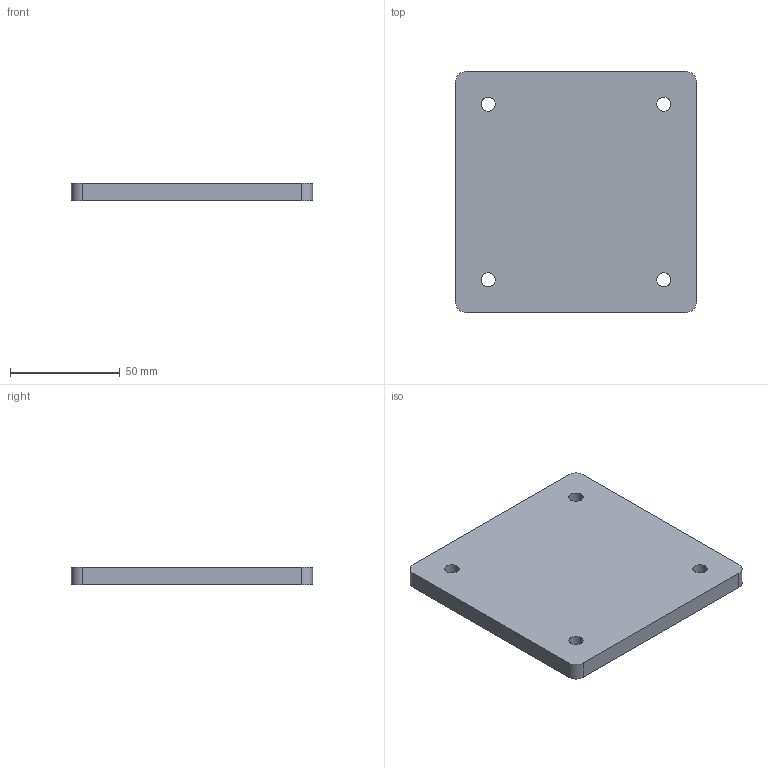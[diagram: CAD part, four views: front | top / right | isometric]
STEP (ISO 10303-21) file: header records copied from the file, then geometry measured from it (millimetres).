
FILE_DESCRIPTION((('zoo.dev export')), '2;1');
FILE_NAME('dump.step', '2026-01-17T08:58:27.475326798+00:00', ('Author unknown'), ('Organization unknown'), 'zoo.dev beta', 'zoo.dev', 'Authorization unknown');
FILE_SCHEMA(('AP203_CONFIGURATION_CONTROLLED_3D_DESIGN_OF_MECHANICAL_PARTS_AND_ASSEMBLIES_MIM_LF'));
Length unit declared in the file: metre
Products named in the file (1): UNIDENTIFIED_PRODUCT
Bounding box: 110 x 110 x 8 mm (x, y, z)
Volume: 95661.5 mm3; surface area: 28067.7 mm2
Topology: 1 solids, 1 shells, 14 faces, 36 edges, 24 vertices
Faces by surface type: cylinder 8, plane 6
Full cylindrical faces by diameter (mm): 6.5 x4
Entity records: 822 total; most frequent: CARTESIAN_POINT 450, DIRECTION 66, ORIENTED_EDGE 64, EDGE_CURVE 36, AXIS2_PLACEMENT_3D 26, EDGE_LOOP 26, FACE_BOUND 26, VERTEX_POINT 24
